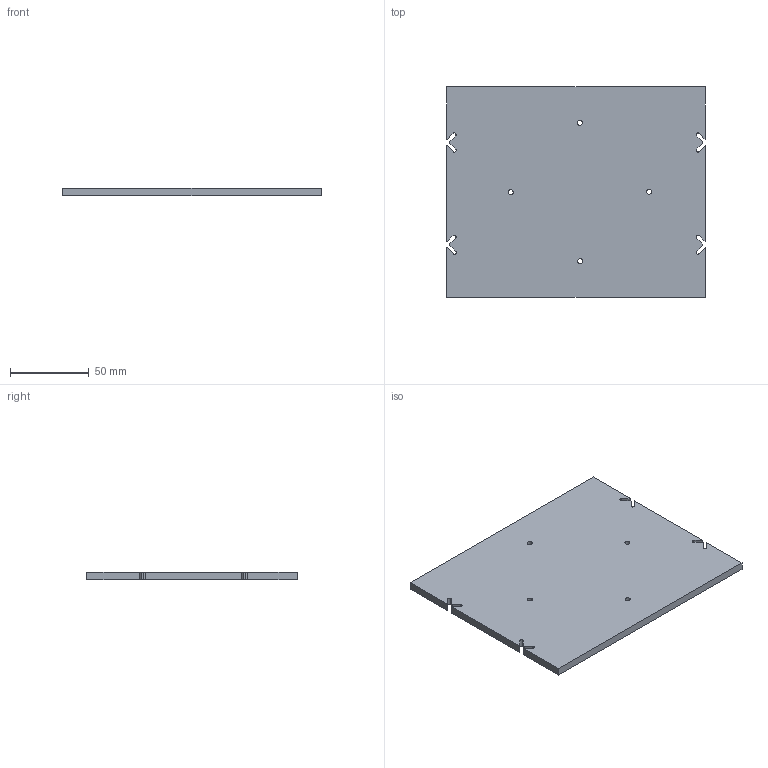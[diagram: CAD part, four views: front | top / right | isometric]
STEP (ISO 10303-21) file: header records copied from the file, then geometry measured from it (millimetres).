
FILE_DESCRIPTION (( 'STEP AP203' ), '1' );
FILE_NAME ('Terra 2.step_Predeterminado_sldprt.STEP', '2025-01-30T00:13:39', ( '' ), ( '' ), 'SwSTEP 2.0', 'SolidWorks 2025', '' );
FILE_SCHEMA (( 'CONFIG_CONTROL_DESIGN' ));
Length unit declared in the file: millimetre
Products named in the file (1): Terra 2.step_Predeterminado_sldprt
Bounding box: 164.76 x 134 x 5 mm (x, y, z)
Volume: 109424 mm3; surface area: 47632.4 mm2
Topology: 1 solids, 1 shells, 88 faces, 246 edges, 164 vertices
Faces by surface type: plane 54, cylinder 34
Entity records: 2931 total; most frequent: CARTESIAN_POINT 499, ORIENTED_EDGE 492, DIRECTION 492, EDGE_CURVE 246, LINE 178, VECTOR 178, VERTEX_POINT 164, AXIS2_PLACEMENT_3D 157
